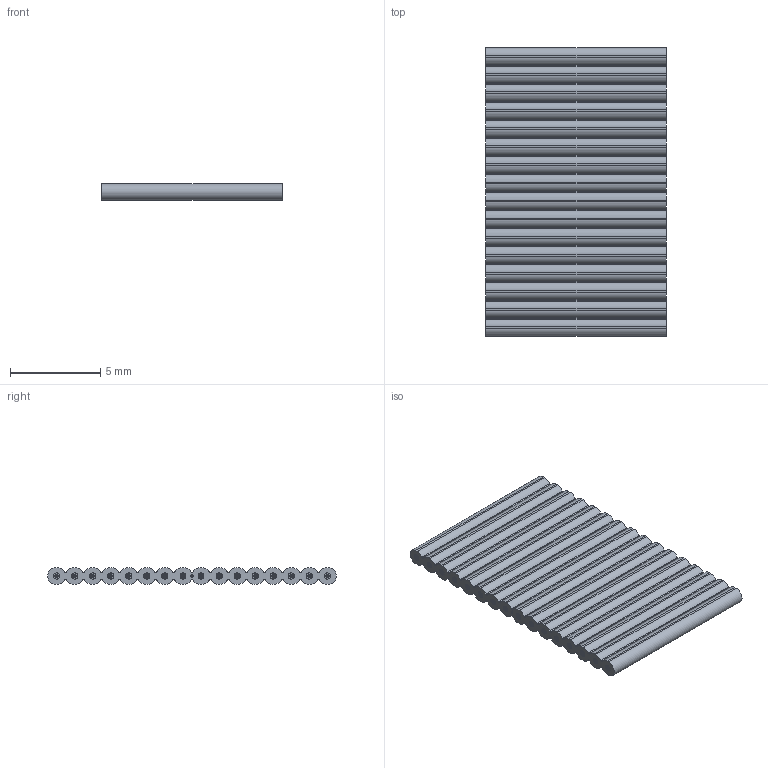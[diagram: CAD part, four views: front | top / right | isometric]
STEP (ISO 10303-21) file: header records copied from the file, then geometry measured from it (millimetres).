
FILE_DESCRIPTION( ( 'Unknown' ), '1' );
FILE_NAME( '63901615621.stp', 'Unknown', ( 'Unknown' ), ( 'Unknown' ), 'XStep 1.0', 'Unknown', ' ' );
FILE_SCHEMA( ( 'automotive_design' ) );
Length unit declared in the file: millimetre
Products named in the file (3): Assem1; Insulator; Conductor
Bounding box: 10 x 16 x 0.9 mm (x, y, z)
Surface area: 1718.2 mm2
Topology: 115 solids, 115 shells, 903 faces, 2019 edges, 1346 vertices
Faces by surface type: cylinder 549, plane 354
Full cylindrical faces by diameter (mm): 0.12 x113
Entity records: 10556 total; most frequent: DIRECTION 2078, CARTESIAN_POINT 1803, ORIENTED_EDGE 1684, EDGE_CURVE 842, AXIS2_PLACEMENT_3D 837, VERTEX_POINT 562, CIRCLE 438, LINE 404
